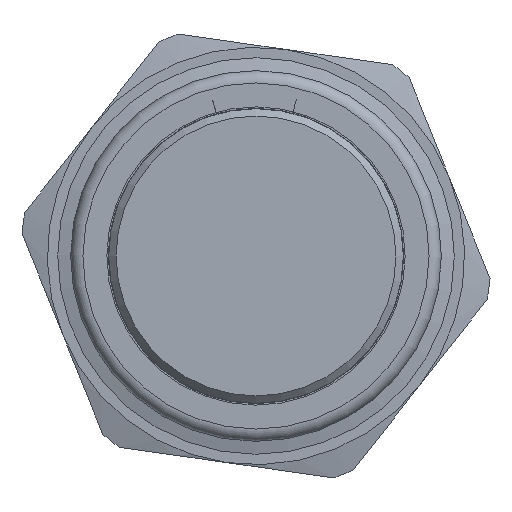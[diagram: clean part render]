
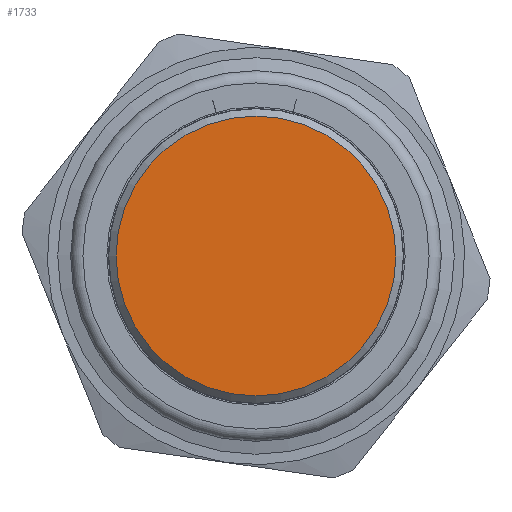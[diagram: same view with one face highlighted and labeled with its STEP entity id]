
A CAD part, left-side view. The second image highlights one B-rep face of the part: STEP entity #1733.
In plain terms, the highlighted planar face has unit normal (-1, 0, 0).
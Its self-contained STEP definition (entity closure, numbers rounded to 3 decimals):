
#1717=CARTESIAN_POINT('',(0.,5.35,0.0));
#1718=DIRECTION('',(-1.0,0.0,0.0));
#1719=DIRECTION('',(0.0,0.0,1.0));
#1720=AXIS2_PLACEMENT_3D('',#1717,#1718,#1719);
#1721=PLANE('',#1720);
#1722=CARTESIAN_POINT('',(0.,5.7,0.0));
#1723=VERTEX_POINT('',#1722);
#1724=CARTESIAN_POINT('',(0.0,0.0,0.0));
#1725=DIRECTION('',(1.0,0.0,0.0));
#1726=DIRECTION('',(0.0,1.0,0.0));
#1727=AXIS2_PLACEMENT_3D('',#1724,#1725,#1726);
#1728=CIRCLE('',#1727,5.7);
#1729=EDGE_CURVE('',#1723,#1723,#1728,.T.);
#1730=ORIENTED_EDGE('',*,*,#1729,.F.);
#1731=EDGE_LOOP('',(#1730));
#1732=FACE_OUTER_BOUND('',#1731,.T.);
#1733=ADVANCED_FACE('',(#1732),#1721,.T.);
